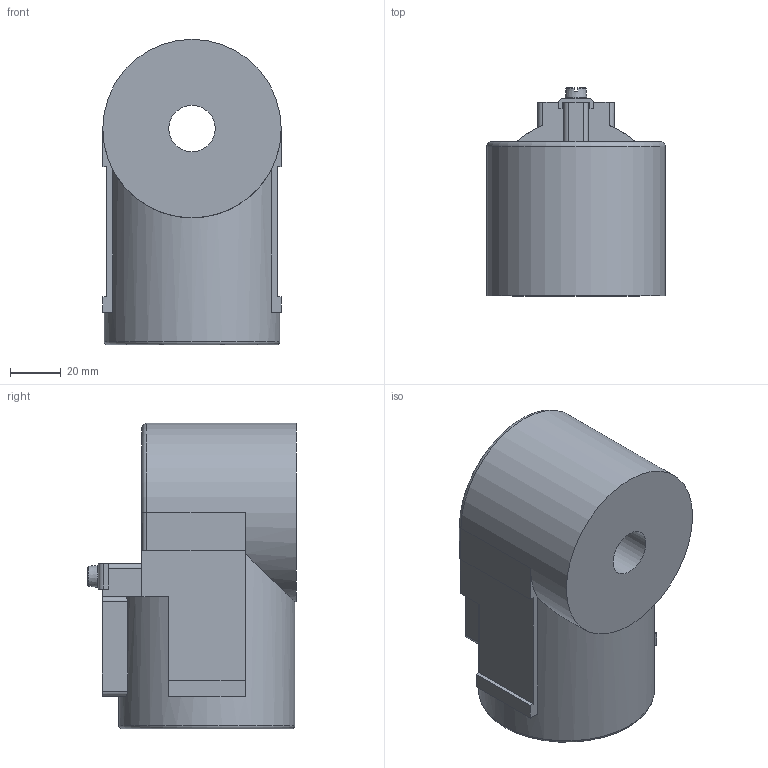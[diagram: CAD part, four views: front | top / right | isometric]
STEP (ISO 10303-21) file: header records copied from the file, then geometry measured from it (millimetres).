
FILE_DESCRIPTION(/* description */ ('STEP AP214'),/* implementation_level */ '2;1');
FILE_NAME(/* name */ '3504563_VACC-S18-70-K4-1U-EX4D',/* time_stamp */ '2024-09-16T05:23:33+02:00',/* author */ ('License CC BY-ND 4.0'),/* organization */ ('CADENAS'),/* preprocessor_version */ 'ST-DEVELOPER v19.3',/* originating_system */ 'PARTsolutions',/* authorisation */ ' ');
FILE_SCHEMA (('AUTOMOTIVE_DESIGN {1 0 10303 214 3 1 1}'));
Length unit declared in the file: millimetre
Products named in the file (1): 3504563 VACC-S18-70-K4-1U-EX4D
Bounding box: 70 x 81.6 x 119.75 mm (x, y, z)
Volume: 429371.4 mm3; surface area: 41070.9 mm2
Topology: 1 solids, 1 shells, 99 faces, 263 edges, 173 vertices
Faces by surface type: plane 72, cylinder 21, torus 4, cone 2
Full cylindrical faces by diameter (mm): 7.8 x1, 17.294 x1, 18.2 x1, 39 x1, 69 x1, 70 x1
Entity records: 3740 total; most frequent: CARTESIAN_POINT 594, ORIENTED_EDGE 500, DIRECTION 490, EDGE_CURVE 250, LINE 178, VECTOR 178, VERTEX_POINT 169, AXIS2_PLACEMENT_3D 156
